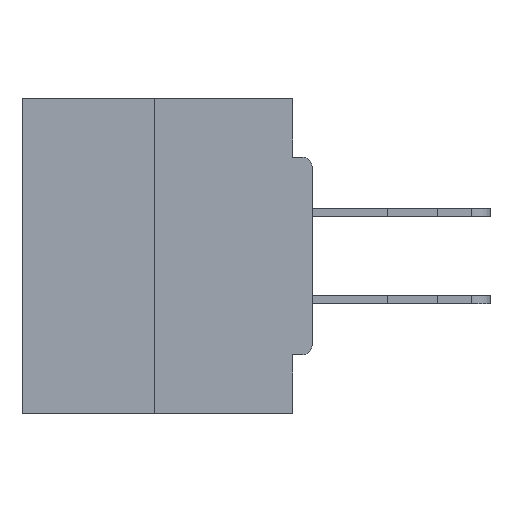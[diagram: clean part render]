
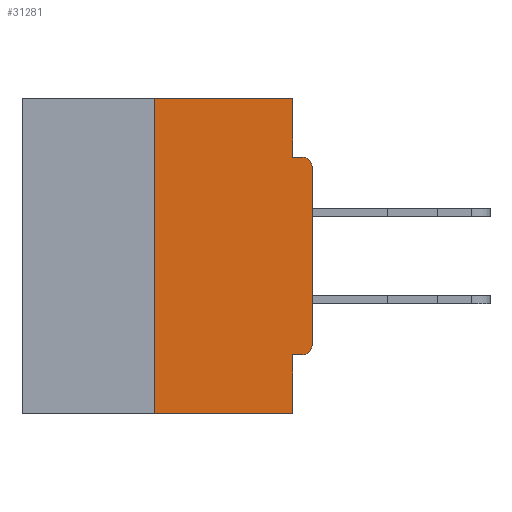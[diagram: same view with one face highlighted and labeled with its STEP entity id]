
A CAD part, left-side view. The second image highlights one B-rep face of the part: STEP entity #31281.
In plain terms, the highlighted planar face has unit normal (-1, 0, 0).
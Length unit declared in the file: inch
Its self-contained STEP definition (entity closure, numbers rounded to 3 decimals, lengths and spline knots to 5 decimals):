
#127 = DIRECTION ( 'NONE',  ( 0., -1., 0. ) ) ;
#428 = CARTESIAN_POINT ( 'NONE',  ( 0., 0.46, 0. ) ) ;
#1033 = VECTOR ( 'NONE', #23070, 39.37008 ) ;
#1244 = CARTESIAN_POINT ( 'NONE',  ( 0., 0.031, -0.0935 ) ) ;
#1513 = CARTESIAN_POINT ( 'NONE',  ( 0., 0.46, -0.5 ) ) ;
#2488 = EDGE_CURVE ( 'NONE', #16283, #23726, #4944, .T. ) ;
#2530 = CARTESIAN_POINT ( 'NONE',  ( 0., 0.015, -0.0935 ) ) ;
#3167 = LINE ( 'NONE', #33432, #15876 ) ;
#3516 = CARTESIAN_POINT ( 'NONE',  ( 0., 0.25, -0.5 ) ) ;
#4928 = VERTEX_POINT ( 'NONE', #18084 ) ;
#4944 = LINE ( 'NONE', #25994, #21082 ) ;
#5025 = EDGE_CURVE ( 'NONE', #23726, #34137, #34409, .T. ) ;
#5831 = DIRECTION ( 'NONE',  ( 0., 0., -1. ) ) ;
#5906 = CIRCLE ( 'NONE', #6425, 0.015 ) ;
#5991 = DIRECTION ( 'NONE',  ( 0., 0., -1. ) ) ;
#6318 = EDGE_CURVE ( 'NONE', #7563, #8565, #21982, .T. ) ;
#6374 = DIRECTION ( 'NONE',  ( 0., 0., 1. ) ) ;
#6425 = AXIS2_PLACEMENT_3D ( 'NONE', #11693, #24984, #5991 ) ;
#7209 = CARTESIAN_POINT ( 'NONE',  ( 0., 0.015, -0.3915 ) ) ;
#7563 = VERTEX_POINT ( 'NONE', #21712 ) ;
#8152 = DIRECTION ( 'NONE',  ( 0., 0., -1. ) ) ;
#8458 = VECTOR ( 'NONE', #28774, 39.37008 ) ;
#8565 = VERTEX_POINT ( 'NONE', #24032 ) ;
#8638 = AXIS2_PLACEMENT_3D ( 'NONE', #7209, #21825, #8152 ) ;
#8829 = ORIENTED_EDGE ( 'NONE', *, *, #23806, .T. ) ;
#9165 = CIRCLE ( 'NONE', #8638, 0.015 ) ;
#9225 = VECTOR ( 'NONE', #127, 39.37008 ) ;
#10471 = EDGE_CURVE ( 'NONE', #16283, #4928, #9165, .T. ) ;
#11313 = PLANE ( 'NONE',  #11391 ) ;
#11391 = AXIS2_PLACEMENT_3D ( 'NONE', #428, #24840, #16758 ) ;
#11693 = CARTESIAN_POINT ( 'NONE',  ( 0., 0.015, -0.1085 ) ) ;
#12872 = LINE ( 'NONE', #23527, #1033 ) ;
#13350 = ORIENTED_EDGE ( 'NONE', *, *, #6318, .F. ) ;
#13898 = ORIENTED_EDGE ( 'NONE', *, *, #22724, .F. ) ;
#14492 = VECTOR ( 'NONE', #28013, 39.37008 ) ;
#14641 = ORIENTED_EDGE ( 'NONE', *, *, #2488, .F. ) ;
#15876 = VECTOR ( 'NONE', #6374, 39.37008 ) ;
#16283 = VERTEX_POINT ( 'NONE', #17270 ) ;
#16758 = DIRECTION ( 'NONE',  ( 0., 0., -1. ) ) ;
#16860 = DIRECTION ( 'NONE',  ( 0., 0., 1. ) ) ;
#17270 = CARTESIAN_POINT ( 'NONE',  ( 0., 0.015, -0.4065 ) ) ;
#18058 = ORIENTED_EDGE ( 'NONE', *, *, #32742, .F. ) ;
#18084 = CARTESIAN_POINT ( 'NONE',  ( 0., 0., -0.3915 ) ) ;
#18764 = CARTESIAN_POINT ( 'NONE',  ( 0., 0.031, -0.5 ) ) ;
#19228 = ORIENTED_EDGE ( 'NONE', *, *, #27181, .F. ) ;
#19432 = CARTESIAN_POINT ( 'NONE',  ( 0., 0.031, -0.4065 ) ) ;
#19654 = ORIENTED_EDGE ( 'NONE', *, *, #32055, .T. ) ;
#19772 = FACE_OUTER_BOUND ( 'NONE', #34879, .T. ) ;
#20773 = LINE ( 'NONE', #1513, #8458 ) ;
#20896 = LINE ( 'NONE', #30623, #25578 ) ;
#21082 = VECTOR ( 'NONE', #31702, 39.37008 ) ;
#21317 = ORIENTED_EDGE ( 'NONE', *, *, #5025, .F. ) ;
#21712 = CARTESIAN_POINT ( 'NONE',  ( 0., 0.25, 0. ) ) ;
#21775 = VERTEX_POINT ( 'NONE', #34587 ) ;
#21825 = DIRECTION ( 'NONE',  ( -1., 0., 0. ) ) ;
#21982 = LINE ( 'NONE', #30003, #9225 ) ;
#22409 = VERTEX_POINT ( 'NONE', #1244 ) ;
#22724 = EDGE_CURVE ( 'NONE', #22409, #31672, #26362, .T. ) ;
#23070 = DIRECTION ( 'NONE',  ( 0., 0., -1. ) ) ;
#23527 = CARTESIAN_POINT ( 'NONE',  ( 0., 0.031, 0. ) ) ;
#23726 = VERTEX_POINT ( 'NONE', #19432 ) ;
#23775 = ORIENTED_EDGE ( 'NONE', *, *, #10471, .T. ) ;
#23806 = EDGE_CURVE ( 'NONE', #34463, #34137, #20773, .T. ) ;
#24032 = CARTESIAN_POINT ( 'NONE',  ( 0., 0.031, 0. ) ) ;
#24840 = DIRECTION ( 'NONE',  ( 1., 0., 0. ) ) ;
#24984 = DIRECTION ( 'NONE',  ( -1., 0., 0. ) ) ;
#25578 = VECTOR ( 'NONE', #16860, 39.37008 ) ;
#25994 = CARTESIAN_POINT ( 'NONE',  ( 0., 0., -0.4065 ) ) ;
#26362 = LINE ( 'NONE', #27671, #14492 ) ;
#27181 = EDGE_CURVE ( 'NONE', #8565, #22409, #12872, .T. ) ;
#27671 = CARTESIAN_POINT ( 'NONE',  ( 0., 0., -0.0935 ) ) ;
#28013 = DIRECTION ( 'NONE',  ( 0., -1., 0. ) ) ;
#28774 = DIRECTION ( 'NONE',  ( 0., -1., 0. ) ) ;
#28872 = CARTESIAN_POINT ( 'NONE',  ( 0., 0.031, -0.5 ) ) ;
#29262 = VECTOR ( 'NONE', #5831, 39.37008 ) ;
#30003 = CARTESIAN_POINT ( 'NONE',  ( 0., 0.46, 0. ) ) ;
#30623 = CARTESIAN_POINT ( 'NONE',  ( 0., 0.25, 0. ) ) ;
#31281 = ADVANCED_FACE ( 'NONE', ( #19772 ), #11313, .F. ) ;
#31672 = VERTEX_POINT ( 'NONE', #2530 ) ;
#31702 = DIRECTION ( 'NONE',  ( 0., 1., 0. ) ) ;
#32055 = EDGE_CURVE ( 'NONE', #4928, #21775, #3167, .T. ) ;
#32742 = EDGE_CURVE ( 'NONE', #34463, #7563, #20896, .T. ) ;
#33432 = CARTESIAN_POINT ( 'NONE',  ( 0., 0., 0. ) ) ;
#34137 = VERTEX_POINT ( 'NONE', #28872 ) ;
#34409 = LINE ( 'NONE', #18764, #29262 ) ;
#34463 = VERTEX_POINT ( 'NONE', #3516 ) ;
#34466 = EDGE_CURVE ( 'NONE', #21775, #31672, #5906, .T. ) ;
#34587 = CARTESIAN_POINT ( 'NONE',  ( 0., 0., -0.1085 ) ) ;
#34632 = ORIENTED_EDGE ( 'NONE', *, *, #34466, .T. ) ;
#34879 = EDGE_LOOP ( 'NONE', ( #13350, #18058, #8829, #21317, #14641, #23775, #19654, #34632, #13898, #19228 ) ) ;
